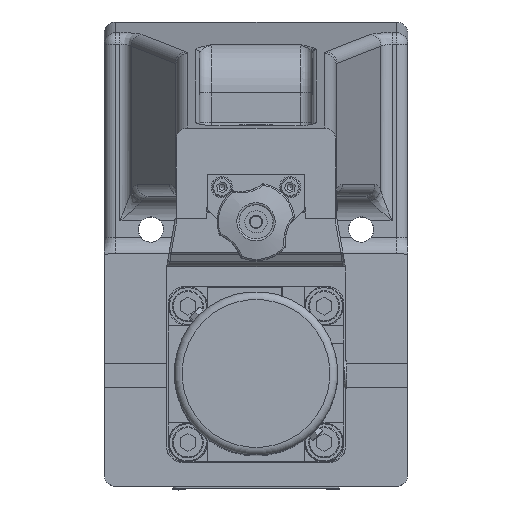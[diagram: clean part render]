
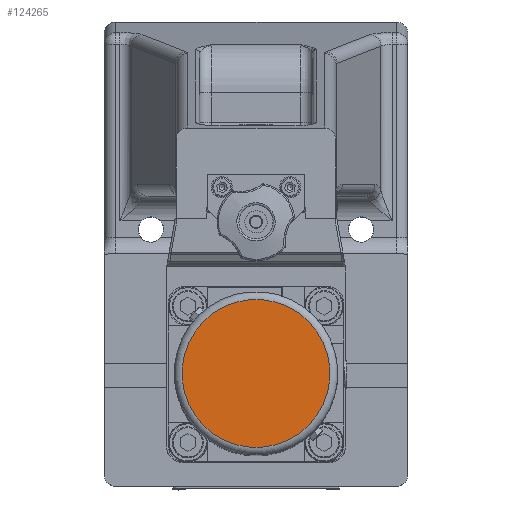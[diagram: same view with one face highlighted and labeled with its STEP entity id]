
A CAD part, top view. The second image highlights one B-rep face of the part: STEP entity #124265.
In plain terms, the highlighted planar face has unit normal (0, 0, 1).
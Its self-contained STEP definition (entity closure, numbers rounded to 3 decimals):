
#8874=PLANE('',#130924);
#38349=FACE_OUTER_BOUND('',#44914,.T.);
#44914=EDGE_LOOP('',(#94342));
#49736=CIRCLE('',#130923,38.);
#55165=VERTEX_POINT('',#180908);
#69392=EDGE_CURVE('',#55165,#55165,#49736,.T.);
#94342=ORIENTED_EDGE('',*,*,#69392,.F.);
#124265=ADVANCED_FACE('',(#38349),#8874,.F.);
#130923=AXIS2_PLACEMENT_3D('',#180910,#144770,#144771);
#130924=AXIS2_PLACEMENT_3D('',#180911,#144772,#144773);
#144770=DIRECTION('center_axis',(0.,0.,
-1.));
#144771=DIRECTION('ref_axis',(0.707,0.707,0.));
#144772=DIRECTION('center_axis',(0.,0.,
-1.));
#144773=DIRECTION('ref_axis',(0.707,0.707,0.));
#180908=CARTESIAN_POINT('',(-40.87,-29.37,419.));
#180910=CARTESIAN_POINT('Origin',(-14.,-2.5,419.));
#180911=CARTESIAN_POINT('Origin',(-14.,-2.5,419.));
